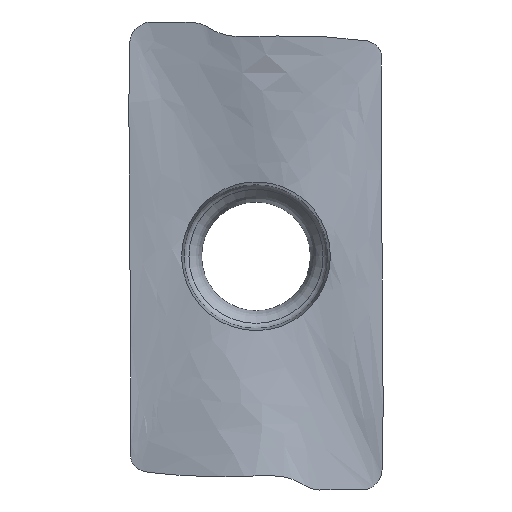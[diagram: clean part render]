
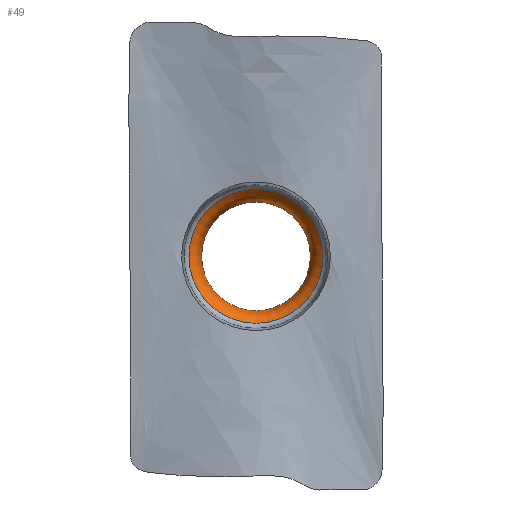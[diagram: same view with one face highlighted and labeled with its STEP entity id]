
A CAD part, top view. The second image highlights one B-rep face of the part: STEP entity #49.
In plain terms, the highlighted toroidal (fillet/blend) face has major radius 3.3 mm and minor radius 1.25 mm.
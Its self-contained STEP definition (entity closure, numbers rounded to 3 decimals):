
#37=TOROIDAL_SURFACE('',#166,3.3,1.25);
#49=ADVANCED_FACE('',(#69,#70),#37,.T.);
#52=CIRCLE('',#160,2.05);
#54=CIRCLE('',#163,2.527);
#69=FACE_BOUND('',#85,.T.);
#70=FACE_BOUND('',#86,.T.);
#85=EDGE_LOOP('',(#101));
#86=EDGE_LOOP('',(#102));
#101=ORIENTED_EDGE('',*,*,#116,.T.);
#102=ORIENTED_EDGE('',*,*,#118,.F.);
#108=VERTEX_POINT('',#4084);
#110=VERTEX_POINT('',#4089);
#116=EDGE_CURVE('',#108,#108,#52,.T.);
#118=EDGE_CURVE('',#110,#110,#54,.T.);
#160=AXIS2_PLACEMENT_3D('',#4083,#179,#180);
#163=AXIS2_PLACEMENT_3D('',#4088,#185,#186);
#166=AXIS2_PLACEMENT_3D('',#4092,#191,#192);
#179=DIRECTION('',(0.,0.,-1.));
#180=DIRECTION('',(1.,0.,0.));
#185=DIRECTION('',(0.,0.,-1.));
#186=DIRECTION('',(1.,0.,0.));
#191=DIRECTION('',(0.,0.,1.));
#192=DIRECTION('',(1.,0.,0.));
#4083=CARTESIAN_POINT('',(0.,0.,-3.82));
#4084=CARTESIAN_POINT('',(2.05,0.,-3.82));
#4088=CARTESIAN_POINT('',(0.,0.,-2.837));
#4089=CARTESIAN_POINT('',(2.527,0.,-2.837));
#4092=CARTESIAN_POINT('',(0.,0.,-3.82));
